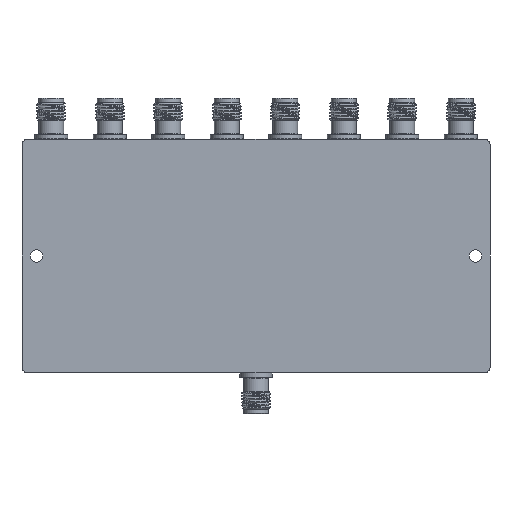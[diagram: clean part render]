
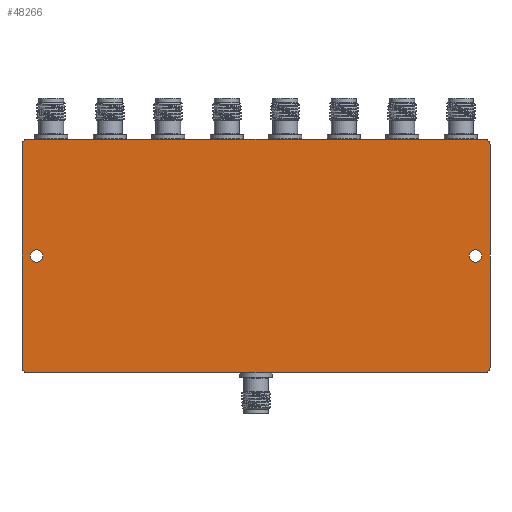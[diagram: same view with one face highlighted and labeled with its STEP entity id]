
A CAD part, front view. The second image highlights one B-rep face of the part: STEP entity #48266.
In plain terms, the highlighted planar face has unit normal (0, -1, 0).
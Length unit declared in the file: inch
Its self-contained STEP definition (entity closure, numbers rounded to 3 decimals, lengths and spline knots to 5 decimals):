
#14 = EDGE_CURVE ( 'NONE', #36413, #26689, #27821, .T. ) ;
#339 = FACE_BOUND ( 'NONE', #32070, .T. ) ;
#663 = ORIENTED_EDGE ( 'NONE', *, *, #41594, .F. ) ;
#1434 = DIRECTION ( 'NONE',  ( 0., 1., 0. ) ) ;
#1527 = CARTESIAN_POINT ( 'NONE',  ( 2., -0.25, 0.95 ) ) ;
#1589 = CIRCLE ( 'NONE', #27881, 0.05315 ) ;
#2240 = CARTESIAN_POINT ( 'NONE',  ( -1.87598, -0.25, -0.05315 ) ) ;
#3006 = CARTESIAN_POINT ( 'NONE',  ( 1.95, -0.25, 1. ) ) ;
#3327 = CARTESIAN_POINT ( 'NONE',  ( -2., -0.25, 0.95 ) ) ;
#3751 = ORIENTED_EDGE ( 'NONE', *, *, #34176, .F. ) ;
#3949 = FACE_BOUND ( 'NONE', #29028, .T. ) ;
#5509 = AXIS2_PLACEMENT_3D ( 'NONE', #18037, #25265, #48915 ) ;
#5729 = CARTESIAN_POINT ( 'NONE',  ( 1.95, -0.25, -0.95 ) ) ;
#6177 = DIRECTION ( 'NONE',  ( 0., 1., 0. ) ) ;
#6373 = VERTEX_POINT ( 'NONE', #3006 ) ;
#6484 = EDGE_CURVE ( 'NONE', #36245, #15955, #36054, .T. ) ;
#6635 = ORIENTED_EDGE ( 'NONE', *, *, #21416, .T. ) ;
#6713 = VERTEX_POINT ( 'NONE', #3327 ) ;
#7076 = DIRECTION ( 'NONE',  ( 0., 0., 1. ) ) ;
#7604 = LINE ( 'NONE', #23059, #27481 ) ;
#7630 = CARTESIAN_POINT ( 'NONE',  ( -1.95, -0.25, -0.95 ) ) ;
#8305 = CARTESIAN_POINT ( 'NONE',  ( 1.87598, -0.25, 0.05315 ) ) ;
#8381 = DIRECTION ( 'NONE',  ( 0., 0., 1. ) ) ;
#8644 = VECTOR ( 'NONE', #48559, 39.37008 ) ;
#9827 = CARTESIAN_POINT ( 'NONE',  ( -1.87598, -0.25, 0. ) ) ;
#10209 = CIRCLE ( 'NONE', #38119, 0.05315 ) ;
#11330 = CIRCLE ( 'NONE', #35164, 0.05 ) ;
#11591 = CARTESIAN_POINT ( 'NONE',  ( -1.95, -0.25, 1. ) ) ;
#12154 = VECTOR ( 'NONE', #14338, 39.37008 ) ;
#12207 = AXIS2_PLACEMENT_3D ( 'NONE', #49127, #6177, #32934 ) ;
#12994 = AXIS2_PLACEMENT_3D ( 'NONE', #31551, #47245, #23588 ) ;
#13890 = AXIS2_PLACEMENT_3D ( 'NONE', #7630, #1434, #8381 ) ;
#14338 = DIRECTION ( 'NONE',  ( 1., 0., 0. ) ) ;
#14602 = ORIENTED_EDGE ( 'NONE', *, *, #50531, .F. ) ;
#15414 = EDGE_LOOP ( 'NONE', ( #15478, #45807, #37358, #42416, #663, #14602, #38898, #3751 ) ) ;
#15475 = EDGE_CURVE ( 'NONE', #27966, #23181, #11330, .T. ) ;
#15478 = ORIENTED_EDGE ( 'NONE', *, *, #15475, .F. ) ;
#15955 = VERTEX_POINT ( 'NONE', #46803 ) ;
#17422 = LINE ( 'NONE', #49564, #12154 ) ;
#17684 = ORIENTED_EDGE ( 'NONE', *, *, #14, .T. ) ;
#18037 = CARTESIAN_POINT ( 'NONE',  ( 1.95, -0.25, 0.95 ) ) ;
#19761 = VECTOR ( 'NONE', #21054, 39.37008 ) ;
#21054 = DIRECTION ( 'NONE',  ( 0., 0., -1. ) ) ;
#21264 = EDGE_CURVE ( 'NONE', #6373, #25953, #34372, .T. ) ;
#21416 = EDGE_CURVE ( 'NONE', #37731, #32502, #33442, .T. ) ;
#21644 = CARTESIAN_POINT ( 'NONE',  ( -1.87598, -0.25, 0. ) ) ;
#23059 = CARTESIAN_POINT ( 'NONE',  ( -2., -0.25, 0.95 ) ) ;
#23181 = VERTEX_POINT ( 'NONE', #25608 ) ;
#23588 = DIRECTION ( 'NONE',  ( 0., 0., -1. ) ) ;
#23658 = EDGE_CURVE ( 'NONE', #38856, #6373, #17422, .T. ) ;
#23754 = DIRECTION ( 'NONE',  ( 0., -1., 0. ) ) ;
#25180 = LINE ( 'NONE', #1527, #19761 ) ;
#25265 = DIRECTION ( 'NONE',  ( 0., 1., 0. ) ) ;
#25527 = DIRECTION ( 'NONE',  ( 0., 1., 0. ) ) ;
#25608 = CARTESIAN_POINT ( 'NONE',  ( 1.95, -0.25, -1. ) ) ;
#25953 = VERTEX_POINT ( 'NONE', #29554 ) ;
#26024 = DIRECTION ( 'NONE',  ( 0., 0., -1. ) ) ;
#26212 = ORIENTED_EDGE ( 'NONE', *, *, #26786, .T. ) ;
#26689 = VERTEX_POINT ( 'NONE', #8305 ) ;
#26786 = EDGE_CURVE ( 'NONE', #32502, #37731, #1589, .T. ) ;
#27351 = DIRECTION ( 'NONE',  ( 0., 0., -1. ) ) ;
#27481 = VECTOR ( 'NONE', #7076, 39.37008 ) ;
#27821 = CIRCLE ( 'NONE', #12207, 0.05315 ) ;
#27881 = AXIS2_PLACEMENT_3D ( 'NONE', #21644, #30639, #38354 ) ;
#27966 = VERTEX_POINT ( 'NONE', #32417 ) ;
#27970 = DIRECTION ( 'NONE',  ( 0., 0., 1. ) ) ;
#29021 = ORIENTED_EDGE ( 'NONE', *, *, #50290, .T. ) ;
#29028 = EDGE_LOOP ( 'NONE', ( #26212, #6635 ) ) ;
#29554 = CARTESIAN_POINT ( 'NONE',  ( 2., -0.25, 0.95 ) ) ;
#29885 = CARTESIAN_POINT ( 'NONE',  ( 1.87598, -0.25, -0.05315 ) ) ;
#30639 = DIRECTION ( 'NONE',  ( 0., 1., 0. ) ) ;
#31367 = EDGE_CURVE ( 'NONE', #25953, #27966, #25180, .T. ) ;
#31551 = CARTESIAN_POINT ( 'NONE',  ( -1.95, -0.25, 0.95 ) ) ;
#31842 = AXIS2_PLACEMENT_3D ( 'NONE', #9827, #25527, #41208 ) ;
#32070 = EDGE_LOOP ( 'NONE', ( #17684, #29021 ) ) ;
#32417 = CARTESIAN_POINT ( 'NONE',  ( 2., -0.25, -0.95 ) ) ;
#32502 = VERTEX_POINT ( 'NONE', #2240 ) ;
#32934 = DIRECTION ( 'NONE',  ( 0., 0., 1. ) ) ;
#33442 = CIRCLE ( 'NONE', #31842, 0.05315 ) ;
#34176 = EDGE_CURVE ( 'NONE', #23181, #36245, #49314, .T. ) ;
#34372 = CIRCLE ( 'NONE', #5509, 0.05 ) ;
#35164 = AXIS2_PLACEMENT_3D ( 'NONE', #5729, #45324, #26024 ) ;
#35175 = CIRCLE ( 'NONE', #12994, 0.05 ) ;
#36054 = CIRCLE ( 'NONE', #13890, 0.05 ) ;
#36245 = VERTEX_POINT ( 'NONE', #45913 ) ;
#36413 = VERTEX_POINT ( 'NONE', #29885 ) ;
#37223 = CARTESIAN_POINT ( 'NONE',  ( -1.95, -0.25, -1. ) ) ;
#37358 = ORIENTED_EDGE ( 'NONE', *, *, #21264, .F. ) ;
#37731 = VERTEX_POINT ( 'NONE', #38906 ) ;
#38119 = AXIS2_PLACEMENT_3D ( 'NONE', #39306, #40308, #27970 ) ;
#38354 = DIRECTION ( 'NONE',  ( 0., 0., 1. ) ) ;
#38856 = VERTEX_POINT ( 'NONE', #11591 ) ;
#38898 = ORIENTED_EDGE ( 'NONE', *, *, #6484, .F. ) ;
#38906 = CARTESIAN_POINT ( 'NONE',  ( -1.87598, -0.25, 0.05315 ) ) ;
#38927 = FACE_OUTER_BOUND ( 'NONE', #15414, .T. ) ;
#39306 = CARTESIAN_POINT ( 'NONE',  ( 1.87598, -0.25, 0. ) ) ;
#40308 = DIRECTION ( 'NONE',  ( 0., 1., 0. ) ) ;
#41208 = DIRECTION ( 'NONE',  ( 0., 0., 1. ) ) ;
#41594 = EDGE_CURVE ( 'NONE', #6713, #38856, #35175, .T. ) ;
#42416 = ORIENTED_EDGE ( 'NONE', *, *, #23658, .F. ) ;
#45324 = DIRECTION ( 'NONE',  ( 0., 1., 0. ) ) ;
#45807 = ORIENTED_EDGE ( 'NONE', *, *, #31367, .F. ) ;
#45913 = CARTESIAN_POINT ( 'NONE',  ( -1.95, -0.25, -1. ) ) ;
#46803 = CARTESIAN_POINT ( 'NONE',  ( -2., -0.25, -0.95 ) ) ;
#47245 = DIRECTION ( 'NONE',  ( 0., 1., 0. ) ) ;
#47396 = PLANE ( 'NONE',  #48765 ) ;
#48266 = ADVANCED_FACE ( 'NONE', ( #339, #38927, #3949 ), #47396, .T. ) ;
#48559 = DIRECTION ( 'NONE',  ( -1., 0., 0. ) ) ;
#48765 = AXIS2_PLACEMENT_3D ( 'NONE', #50763, #23754, #27351 ) ;
#48915 = DIRECTION ( 'NONE',  ( 0., 0., 1. ) ) ;
#49127 = CARTESIAN_POINT ( 'NONE',  ( 1.87598, -0.25, 0. ) ) ;
#49314 = LINE ( 'NONE', #37223, #8644 ) ;
#49564 = CARTESIAN_POINT ( 'NONE',  ( -1.95, -0.25, 1. ) ) ;
#50290 = EDGE_CURVE ( 'NONE', #26689, #36413, #10209, .T. ) ;
#50531 = EDGE_CURVE ( 'NONE', #15955, #6713, #7604, .T. ) ;
#50763 = CARTESIAN_POINT ( 'NONE',  ( 1.95, -0.25, -0.95 ) ) ;
